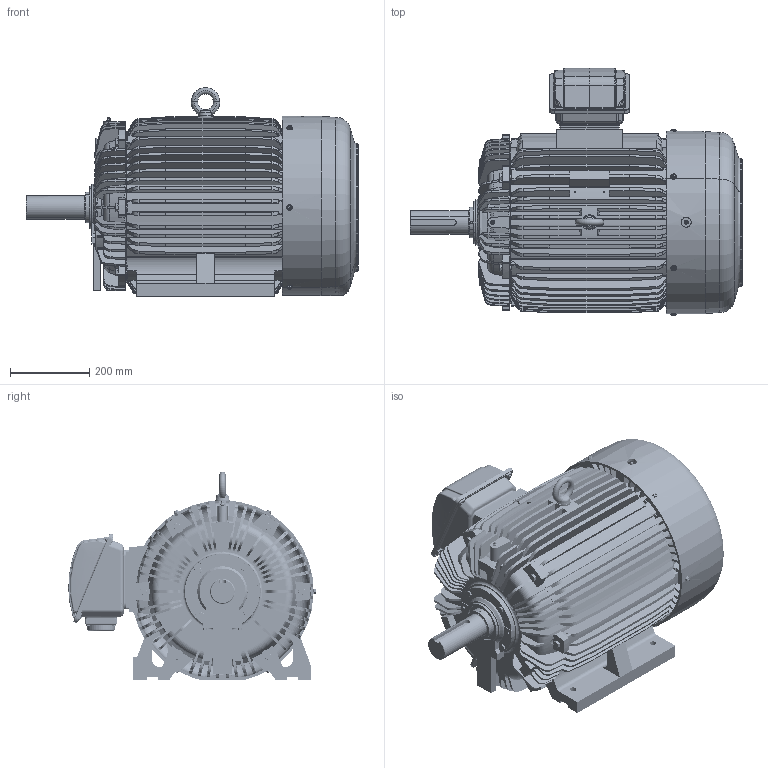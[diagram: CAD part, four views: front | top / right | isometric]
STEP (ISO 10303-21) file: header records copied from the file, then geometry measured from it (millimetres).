
FILE_DESCRIPTION(('CATIA V5 STEP Exchange'),'2;1');
FILE_NAME('364T-H_AllCATPart.stp','2012-08-30T01:13:07+00:00',('none'),('none'),'CATIA Version 5 Release 19 SP 9 (IN-10)','CATIA V5 STEP AP203','none');
FILE_SCHEMA(('CONFIG_CONTROL_DESIGN'));
Products named in the file (1): 364T-H_AllCATPart
Bounding box: 839.35 x 625.76 x 528 mm (x, y, z)
Volume: 27416117 mm3; surface area: 5188412.1 mm2
Topology: 51 solids, 51 shells, 4546 faces, 12344 edges, 7985 vertices
Faces by surface type: plane 1524, cylinder 1044, torus 941, cone 756, bspline 235, sphere 44, revolution 2
Entity records: 168193 total; most frequent: CARTESIAN_POINT 71402, ORIENTED_EDGE 24584, DIRECTION 12433, EDGE_CURVE 12292, VERTEX_POINT 7985, AXIS2_PLACEMENT_3D 6426, EDGE_LOOP 4919, ADVANCED_FACE 4546
